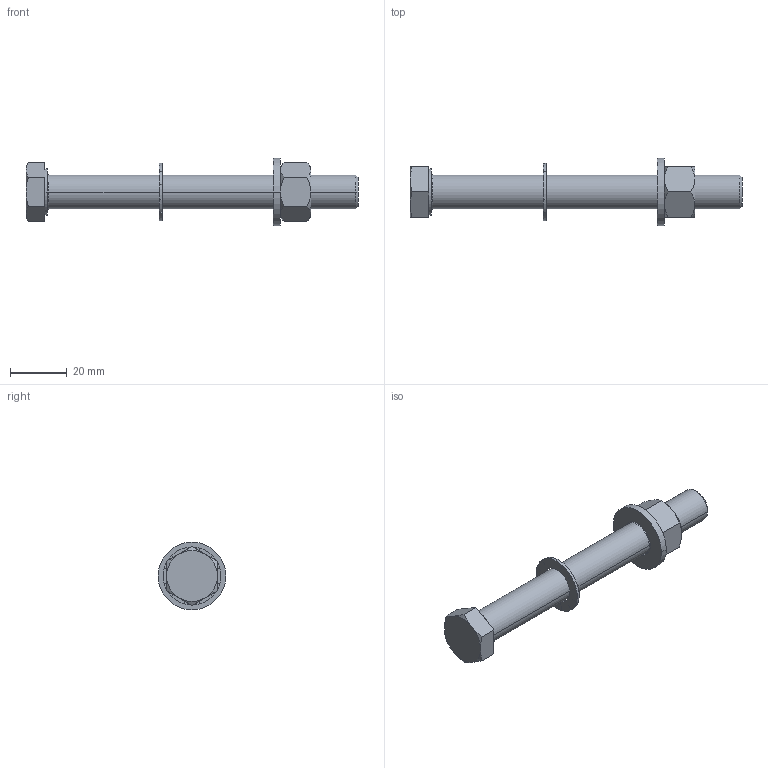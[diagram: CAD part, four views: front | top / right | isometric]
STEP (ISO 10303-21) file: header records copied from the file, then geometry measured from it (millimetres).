
FILE_DESCRIPTION((''),'2;1');
FILE_NAME('6418317_ASM','2015-06-18T',('AndreasKeweloh'),(''),'CREO PARAMETRIC BY PTC INC, 2015080','CREO PARAMETRIC BY PTC INC, 2015080','');
FILE_SCHEMA(('CONFIG_CONTROL_DESIGN'));
Length unit declared in the file: millimetre
Products named in the file (5): DEI4014_120_110_56; D6798_A_130_ST; DEI7089_120_ST; DEI4032_OT_120_8; 6418317_ASM
Assembly tree (4 placements, depth 2):
  6418317_ASM
    DEI4014_120_110_56
    D6798_A_130_ST
    DEI7089_120_ST
    DEI4032_OT_120_8
Bounding box: 117.5 x 24 x 24 mm (x, y, z)
Volume: 17584.6 mm3; surface area: 9347.1 mm2
Topology: 4 solids, 6 shells, 109 faces, 270 edges, 172 vertices
Faces by surface type: plane 57, cylinder 26, cone 24, torus 2
Entity records: 3507 total; most frequent: CARTESIAN_POINT 778, DIRECTION 556, ORIENTED_EDGE 532, EDGE_CURVE 270, AXIS2_PLACEMENT_3D 202, VERTEX_POINT 172, VECTOR 152, LINE 152
